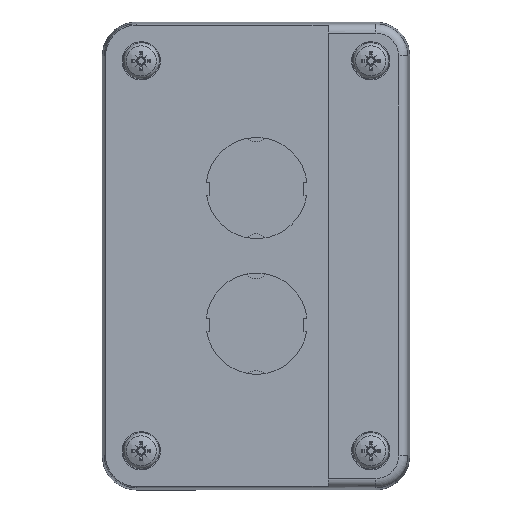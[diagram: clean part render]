
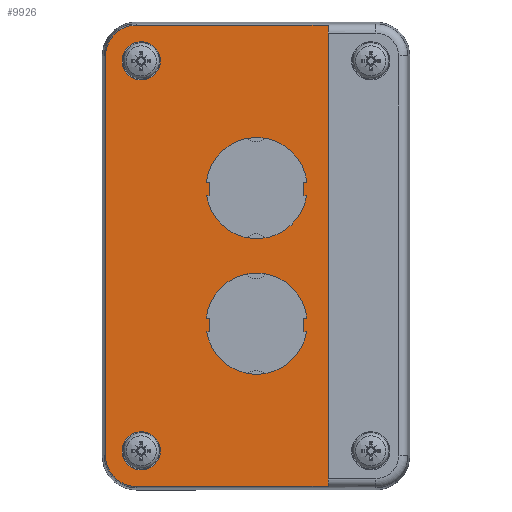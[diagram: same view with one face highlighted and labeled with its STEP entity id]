
A CAD part, top view. The second image highlights one B-rep face of the part: STEP entity #9926.
In plain terms, the highlighted face is planar.
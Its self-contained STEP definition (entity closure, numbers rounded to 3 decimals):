
#9306=CARTESIAN_POINT('',(-12.201,-33.75,1.));
#9307=VERTEX_POINT('',#9306);
#9314=CARTESIAN_POINT('',(10.067,-33.75,1.));
#9315=VERTEX_POINT('',#9314);
#9316=CARTESIAN_POINT('',(-1.067,-34.965,1.));
#9317=DIRECTION('',(0.,0.,1.));
#9318=DIRECTION('',(-0.994,0.108,0.));
#9319=AXIS2_PLACEMENT_3D('',#9316,#9317,#9318);
#9320=CIRCLE('',#9319,11.2);
#9321=EDGE_CURVE('',#9315,#9307,#9320,.T.);
#9346=CARTESIAN_POINT('',(9.383,-33.75,1.));
#9347=VERTEX_POINT('',#9346);
#9348=CARTESIAN_POINT('',(9.383,-33.75,1.));
#9349=DIRECTION('',(1.0,0.0,0.0));
#9350=VECTOR('',#9349,0.684);
#9351=LINE('',#9348,#9350);
#9352=EDGE_CURVE('',#9347,#9315,#9351,.T.);
#9377=CARTESIAN_POINT('',(9.383,-36.75,1.));
#9378=VERTEX_POINT('',#9377);
#9379=CARTESIAN_POINT('',(9.383,-36.75,1.));
#9380=DIRECTION('',(0.0,1.0,0.0));
#9381=VECTOR('',#9380,3.0);
#9382=LINE('',#9379,#9381);
#9383=EDGE_CURVE('',#9378,#9347,#9382,.T.);
#9408=CARTESIAN_POINT('',(9.989,-36.75,1.));
#9409=VERTEX_POINT('',#9408);
#9410=CARTESIAN_POINT('',(9.989,-36.75,1.));
#9411=DIRECTION('',(-1.0,0.0,0.0));
#9412=VECTOR('',#9411,0.607);
#9413=LINE('',#9410,#9412);
#9414=EDGE_CURVE('',#9409,#9378,#9413,.T.);
#9440=CARTESIAN_POINT('',(-12.124,-36.75,1.));
#9441=VERTEX_POINT('',#9440);
#9442=CARTESIAN_POINT('',(-1.067,-34.965,1.));
#9443=DIRECTION('',(0.,0.,1.));
#9444=DIRECTION('',(0.987,-0.159,0.));
#9445=AXIS2_PLACEMENT_3D('',#9442,#9443,#9444);
#9446=CIRCLE('',#9445,11.2);
#9447=EDGE_CURVE('',#9441,#9409,#9446,.T.);
#9472=CARTESIAN_POINT('',(-11.517,-36.75,1.));
#9473=VERTEX_POINT('',#9472);
#9474=CARTESIAN_POINT('',(-11.517,-36.75,1.));
#9475=DIRECTION('',(-1.0,0.0,0.0));
#9476=VECTOR('',#9475,0.607);
#9477=LINE('',#9474,#9476);
#9478=EDGE_CURVE('',#9473,#9441,#9477,.T.);
#9503=CARTESIAN_POINT('',(-11.517,-33.75,1.));
#9504=VERTEX_POINT('',#9503);
#9505=CARTESIAN_POINT('',(-11.517,-33.75,1.));
#9506=DIRECTION('',(0.0,-1.0,0.0));
#9507=VECTOR('',#9506,3.0);
#9508=LINE('',#9505,#9507);
#9509=EDGE_CURVE('',#9504,#9473,#9508,.T.);
#9532=CARTESIAN_POINT('',(-12.201,-33.75,1.));
#9533=DIRECTION('',(1.0,0.0,0.0));
#9534=VECTOR('',#9533,0.684);
#9535=LINE('',#9532,#9534);
#9536=EDGE_CURVE('',#9307,#9504,#9535,.T.);
#9558=CARTESIAN_POINT('',(-12.195,-3.691,1.));
#9559=VERTEX_POINT('',#9558);
#9566=CARTESIAN_POINT('',(10.06,-3.691,1.));
#9567=VERTEX_POINT('',#9566);
#9568=CARTESIAN_POINT('',(-1.067,-4.965,1.));
#9569=DIRECTION('',(0.,0.,1.0));
#9570=DIRECTION('',(-0.994,0.114,0.));
#9571=AXIS2_PLACEMENT_3D('',#9568,#9569,#9570);
#9572=CIRCLE('',#9571,11.2);
#9573=EDGE_CURVE('',#9567,#9559,#9572,.T.);
#9598=CARTESIAN_POINT('',(9.383,-3.691,1.));
#9599=VERTEX_POINT('',#9598);
#9600=CARTESIAN_POINT('',(9.383,-3.691,1.));
#9601=DIRECTION('',(1.0,0.0,0.0));
#9602=VECTOR('',#9601,0.677);
#9603=LINE('',#9600,#9602);
#9604=EDGE_CURVE('',#9599,#9567,#9603,.T.);
#9629=CARTESIAN_POINT('',(9.383,-6.691,1.));
#9630=VERTEX_POINT('',#9629);
#9631=CARTESIAN_POINT('',(9.383,-6.691,1.));
#9632=DIRECTION('',(0.0,1.0,0.0));
#9633=VECTOR('',#9632,3.);
#9634=LINE('',#9631,#9633);
#9635=EDGE_CURVE('',#9630,#9599,#9634,.T.);
#9660=CARTESIAN_POINT('',(9.999,-6.691,1.));
#9661=VERTEX_POINT('',#9660);
#9662=CARTESIAN_POINT('',(9.999,-6.691,1.));
#9663=DIRECTION('',(-1.0,0.0,0.0));
#9664=VECTOR('',#9663,0.616);
#9665=LINE('',#9662,#9664);
#9666=EDGE_CURVE('',#9661,#9630,#9665,.T.);
#9692=CARTESIAN_POINT('',(-12.134,-6.691,1.));
#9693=VERTEX_POINT('',#9692);
#9694=CARTESIAN_POINT('',(-1.067,-4.965,1.));
#9695=DIRECTION('',(0.,0.,1.));
#9696=DIRECTION('',(0.988,-0.154,0.));
#9697=AXIS2_PLACEMENT_3D('',#9694,#9695,#9696);
#9698=CIRCLE('',#9697,11.2);
#9699=EDGE_CURVE('',#9693,#9661,#9698,.T.);
#9724=CARTESIAN_POINT('',(-11.517,-6.691,1.));
#9725=VERTEX_POINT('',#9724);
#9726=CARTESIAN_POINT('',(-11.517,-6.691,1.));
#9727=DIRECTION('',(-1.0,0.0,0.0));
#9728=VECTOR('',#9727,0.616);
#9729=LINE('',#9726,#9728);
#9730=EDGE_CURVE('',#9725,#9693,#9729,.T.);
#9755=CARTESIAN_POINT('',(-11.517,-3.691,1.));
#9756=VERTEX_POINT('',#9755);
#9757=CARTESIAN_POINT('',(-11.517,-3.691,1.));
#9758=DIRECTION('',(0.0,-1.0,0.0));
#9759=VECTOR('',#9758,3.);
#9760=LINE('',#9757,#9759);
#9761=EDGE_CURVE('',#9756,#9725,#9760,.T.);
#9784=CARTESIAN_POINT('',(-12.195,-3.691,1.));
#9785=DIRECTION('',(1.0,0.0,0.0));
#9786=VECTOR('',#9785,0.677);
#9787=LINE('',#9784,#9786);
#9788=EDGE_CURVE('',#9559,#9756,#9787,.T.);
#9799=CARTESIAN_POINT('',(-16.882,31.069,1.));
#9800=VERTEX_POINT('',#9799);
#9810=CARTESIAN_POINT('',(-16.882,-70.999,1.));
#9811=VERTEX_POINT('',#9810);
#9812=CARTESIAN_POINT('',(-16.882,-70.999,1.));
#9813=DIRECTION('',(0.0,1.0,0.0));
#9814=VECTOR('',#9813,102.067);
#9815=LINE('',#9812,#9814);
#9816=EDGE_CURVE('',#9811,#9800,#9815,.T.);
#9836=CARTESIAN_POINT('',(40.663,-19.965,1.));
#9837=DIRECTION('',(0.0,0.0,1.0));
#9838=DIRECTION('',(1.0,0.0,0.0));
#9839=AXIS2_PLACEMENT_3D('',#9836,#9837,#9838);
#9840=PLANE('',#9839);
#9841=CARTESIAN_POINT('',(25.566,31.069,1.));
#9842=VERTEX_POINT('',#9841);
#9843=CARTESIAN_POINT('',(25.566,31.069,1.));
#9844=DIRECTION('',(-1.0,0.0,0.0));
#9845=VECTOR('',#9844,42.448);
#9846=LINE('',#9843,#9845);
#9847=EDGE_CURVE('',#9842,#9800,#9846,.T.);
#9848=ORIENTED_EDGE('',*,*,#9847,.F.);
#9849=CARTESIAN_POINT('',(32.35,24.285,1.));
#9850=VERTEX_POINT('',#9849);
#9851=CARTESIAN_POINT('',(25.566,24.285,1.));
#9852=DIRECTION('',(0.0,0.0,1.0));
#9853=DIRECTION('',(-1.0,0.0,0.0));
#9854=AXIS2_PLACEMENT_3D('',#9851,#9852,#9853);
#9855=CIRCLE('',#9854,6.784);
#9856=EDGE_CURVE('',#9850,#9842,#9855,.T.);
#9857=ORIENTED_EDGE('',*,*,#9856,.F.);
#9858=CARTESIAN_POINT('',(32.35,-64.215,1.));
#9859=VERTEX_POINT('',#9858);
#9860=CARTESIAN_POINT('',(32.35,-64.215,1.));
#9861=DIRECTION('',(0.0,1.0,0.0));
#9862=VECTOR('',#9861,88.5);
#9863=LINE('',#9860,#9862);
#9864=EDGE_CURVE('',#9859,#9850,#9863,.T.);
#9865=ORIENTED_EDGE('',*,*,#9864,.F.);
#9866=CARTESIAN_POINT('',(25.566,-70.999,1.));
#9867=VERTEX_POINT('',#9866);
#9868=CARTESIAN_POINT('',(25.566,-64.215,1.));
#9869=DIRECTION('',(0.0,0.0,1.0));
#9870=DIRECTION('',(-1.0,0.0,0.0));
#9871=AXIS2_PLACEMENT_3D('',#9868,#9869,#9870);
#9872=CIRCLE('',#9871,6.784);
#9873=EDGE_CURVE('',#9867,#9859,#9872,.T.);
#9874=ORIENTED_EDGE('',*,*,#9873,.F.);
#9875=CARTESIAN_POINT('',(-16.882,-70.999,1.));
#9876=DIRECTION('',(1.0,0.0,0.0));
#9877=VECTOR('',#9876,42.448);
#9878=LINE('',#9875,#9877);
#9879=EDGE_CURVE('',#9811,#9867,#9878,.T.);
#9880=ORIENTED_EDGE('',*,*,#9879,.F.);
#9881=ORIENTED_EDGE('',*,*,#9816,.T.);
#9882=EDGE_LOOP('',(#9848,#9857,#9865,#9874,#9880,#9881));
#9883=FACE_OUTER_BOUND('',#9882,.T.);
#9884=ORIENTED_EDGE('',*,*,#9447,.T.);
#9885=ORIENTED_EDGE('',*,*,#9414,.T.);
#9886=ORIENTED_EDGE('',*,*,#9383,.T.);
#9887=ORIENTED_EDGE('',*,*,#9352,.T.);
#9888=ORIENTED_EDGE('',*,*,#9321,.T.);
#9889=ORIENTED_EDGE('',*,*,#9536,.T.);
#9890=ORIENTED_EDGE('',*,*,#9509,.T.);
#9891=ORIENTED_EDGE('',*,*,#9478,.T.);
#9892=EDGE_LOOP('',(#9884,#9885,#9886,#9887,#9888,#9889,#9890,#9891));
#9893=FACE_BOUND('',#9892,.T.);
#9894=ORIENTED_EDGE('',*,*,#9699,.T.);
#9895=ORIENTED_EDGE('',*,*,#9666,.T.);
#9896=ORIENTED_EDGE('',*,*,#9635,.T.);
#9897=ORIENTED_EDGE('',*,*,#9604,.T.);
#9898=ORIENTED_EDGE('',*,*,#9573,.T.);
#9899=ORIENTED_EDGE('',*,*,#9788,.T.);
#9900=ORIENTED_EDGE('',*,*,#9761,.T.);
#9901=ORIENTED_EDGE('',*,*,#9730,.T.);
#9902=EDGE_LOOP('',(#9894,#9895,#9896,#9897,#9898,#9899,#9900,#9901));
#9903=FACE_BOUND('',#9902,.T.);
#9904=CARTESIAN_POINT('',(28.691,-63.115,1.));
#9905=VERTEX_POINT('',#9904);
#9906=CARTESIAN_POINT('',(24.466,-63.115,1.));
#9907=DIRECTION('',(0.0,0.0,-1.0));
#9908=DIRECTION('',(-1.0,0.0,0.0));
#9909=AXIS2_PLACEMENT_3D('',#9906,#9907,#9908);
#9910=CIRCLE('',#9909,4.225);
#9911=EDGE_CURVE('',#9905,#9905,#9910,.T.);
#9912=ORIENTED_EDGE('',*,*,#9911,.F.);
#9913=EDGE_LOOP('',(#9912));
#9914=FACE_BOUND('',#9913,.T.);
#9915=CARTESIAN_POINT('',(28.691,23.185,1.));
#9916=VERTEX_POINT('',#9915);
#9917=CARTESIAN_POINT('',(24.466,23.185,1.));
#9918=DIRECTION('',(0.0,0.0,-1.0));
#9919=DIRECTION('',(-1.0,0.0,0.0));
#9920=AXIS2_PLACEMENT_3D('',#9917,#9918,#9919);
#9921=CIRCLE('',#9920,4.225);
#9922=EDGE_CURVE('',#9916,#9916,#9921,.T.);
#9923=ORIENTED_EDGE('',*,*,#9922,.F.);
#9924=EDGE_LOOP('',(#9923));
#9925=FACE_BOUND('',#9924,.T.);
#9926=ADVANCED_FACE('',(#9883,#9893,#9903,#9914,#9925),#9840,.F.);
